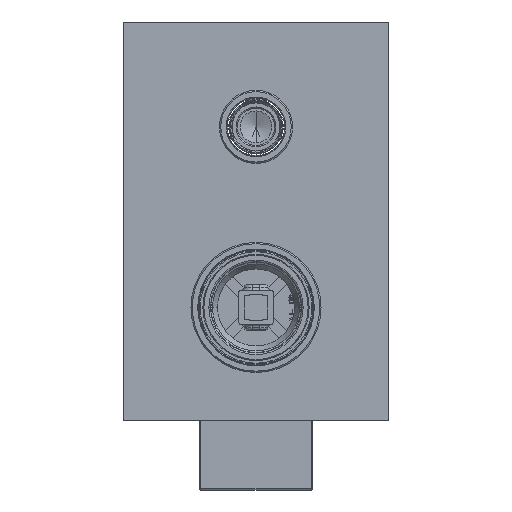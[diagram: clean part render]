
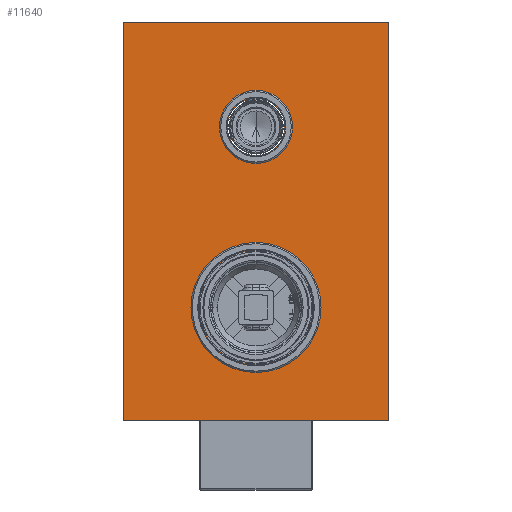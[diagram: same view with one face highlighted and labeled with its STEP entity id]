
A CAD part, front view. The second image highlights one B-rep face of the part: STEP entity #11640.
In plain terms, the highlighted face is planar.
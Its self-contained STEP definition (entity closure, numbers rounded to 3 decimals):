
#11477=CARTESIAN_POINT('',(0.,0.,0.));
#11478=DIRECTION('',(0.,0.,-1.));
#11479=DIRECTION('',(1.,0.,0.));
#11480=AXIS2_PLACEMENT_3D('',#11477,#11478,#11479);
#11482=CARTESIAN_POINT('',(0.,0.,0.));
#11483=DIRECTION('',(0.,0.,-1.));
#11484=DIRECTION('',(-1.,0.,0.));
#11485=AXIS2_PLACEMENT_3D('',#11482,#11483,#11484);
#11487=CARTESIAN_POINT('',(0.,68.,0.));
#11488=DIRECTION('',(0.,0.,-1.));
#11489=DIRECTION('',(1.,0.,0.));
#11490=AXIS2_PLACEMENT_3D('',#11487,#11488,#11489);
#11492=CARTESIAN_POINT('',(0.,68.,0.));
#11493=DIRECTION('',(0.,0.,-1.));
#11494=DIRECTION('',(-1.,0.,0.));
#11495=AXIS2_PLACEMENT_3D('',#11492,#11493,#11494);
#11497=DIRECTION('',(0.,-1.,0.));
#11498=VECTOR('',#11497,150.);
#11499=CARTESIAN_POINT('',(-50.,107.5,0.));
#11500=LINE('',#11499,#11498);
#11501=DIRECTION('',(1.,0.,0.));
#11502=VECTOR('',#11501,100.);
#11503=CARTESIAN_POINT('',(-50.,-42.5,0.));
#11504=LINE('',#11503,#11502);
#11505=DIRECTION('',(0.,1.,0.));
#11506=VECTOR('',#11505,150.);
#11507=CARTESIAN_POINT('',(50.,-42.5,0.));
#11508=LINE('',#11507,#11506);
#11509=DIRECTION('',(-1.,0.,0.));
#11510=VECTOR('',#11509,100.);
#11511=CARTESIAN_POINT('',(50.,107.5,0.));
#11512=LINE('',#11511,#11510);
#11581=CARTESIAN_POINT('',(21.5,0.,0.));
#11582=CARTESIAN_POINT('',(-21.5,0.,0.));
#11583=VERTEX_POINT('',#11581);
#11584=VERTEX_POINT('',#11582);
#11585=CARTESIAN_POINT('',(10.75,68.,0.));
#11586=CARTESIAN_POINT('',(-10.75,68.,0.));
#11587=VERTEX_POINT('',#11585);
#11588=VERTEX_POINT('',#11586);
#11589=CARTESIAN_POINT('',(-50.,107.5,0.));
#11590=CARTESIAN_POINT('',(-50.,-42.5,0.));
#11591=VERTEX_POINT('',#11589);
#11592=VERTEX_POINT('',#11590);
#11593=CARTESIAN_POINT('',(50.,-42.5,0.));
#11594=VERTEX_POINT('',#11593);
#11595=CARTESIAN_POINT('',(50.,107.5,0.));
#11596=VERTEX_POINT('',#11595);
#11613=CARTESIAN_POINT('',(0.,0.,0.));
#11614=DIRECTION('',(0.,0.,1.));
#11615=DIRECTION('',(1.,0.,0.));
#11616=AXIS2_PLACEMENT_3D('',#11613,#11614,#11615);
#11617=PLANE('',#11616);
#11619=ORIENTED_EDGE('',*,*,#11618,.T.);
#11621=ORIENTED_EDGE('',*,*,#11620,.T.);
#11623=ORIENTED_EDGE('',*,*,#11622,.T.);
#11625=ORIENTED_EDGE('',*,*,#11624,.T.);
#11626=EDGE_LOOP('',(#11619,#11621,#11623,#11625));
#11627=FACE_OUTER_BOUND('',#11626,.F.);
#11629=ORIENTED_EDGE('',*,*,#11628,.T.);
#11631=ORIENTED_EDGE('',*,*,#11630,.T.);
#11632=EDGE_LOOP('',(#11629,#11631));
#11633=FACE_BOUND('',#11632,.F.);
#11635=ORIENTED_EDGE('',*,*,#11634,.T.);
#11637=ORIENTED_EDGE('',*,*,#11636,.T.);
#11638=EDGE_LOOP('',(#11635,#11637));
#11639=FACE_BOUND('',#11638,.F.);
#11640=ADVANCED_FACE('',(#11627,#11633,#11639),#11617,.F.);
#11481=CIRCLE('',#11480,21.5);
#11486=CIRCLE('',#11485,21.5);
#11491=CIRCLE('',#11490,10.75);
#11496=CIRCLE('',#11495,10.75);
#11618=EDGE_CURVE('',#11591,#11592,#11500,.T.);
#11620=EDGE_CURVE('',#11592,#11594,#11504,.T.);
#11622=EDGE_CURVE('',#11594,#11596,#11508,.T.);
#11624=EDGE_CURVE('',#11596,#11591,#11512,.T.);
#11628=EDGE_CURVE('',#11587,#11588,#11491,.T.);
#11630=EDGE_CURVE('',#11588,#11587,#11496,.T.);
#11634=EDGE_CURVE('',#11583,#11584,#11481,.T.);
#11636=EDGE_CURVE('',#11584,#11583,#11486,.T.);
